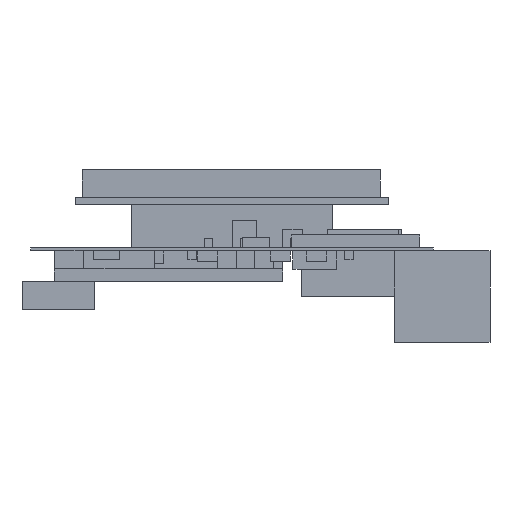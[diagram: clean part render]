
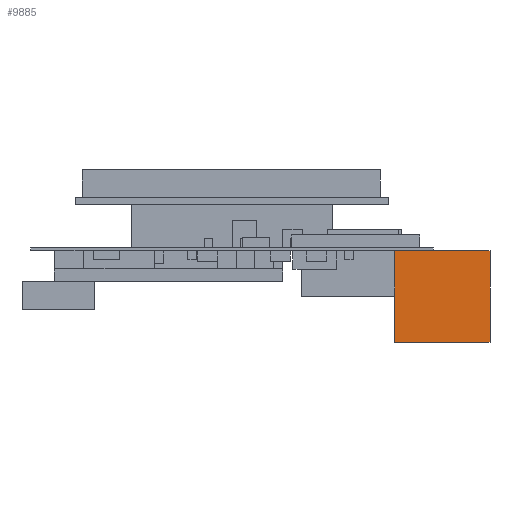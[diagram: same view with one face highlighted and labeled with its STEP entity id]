
A CAD part, left-side view. The second image highlights one B-rep face of the part: STEP entity #9885.
In plain terms, the highlighted planar face has unit normal (-1, 0, 0).
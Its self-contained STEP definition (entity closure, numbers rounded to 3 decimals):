
#9885 = ADVANCED_FACE('',(#9886),#9920,.T.);
#9886 = FACE_BOUND('',#9887,.T.);
#9887 = EDGE_LOOP('',(#9888,#9898,#9906,#9914));
#9888 = ORIENTED_EDGE('',*,*,#9889,.T.);
#9889 = EDGE_CURVE('',#9890,#9892,#9894,.T.);
#9890 = VERTEX_POINT('',#9891);
#9891 = CARTESIAN_POINT('',(-5.134,-6.6,0.));
#9892 = VERTEX_POINT('',#9893);
#9893 = CARTESIAN_POINT('',(-5.134,-6.6,12.7));
#9894 = LINE('',#9895,#9896);
#9895 = CARTESIAN_POINT('',(-5.134,-6.6,0.));
#9896 = VECTOR('',#9897,1.);
#9897 = DIRECTION('',(0.,0.,1.));
#9898 = ORIENTED_EDGE('',*,*,#9899,.T.);
#9899 = EDGE_CURVE('',#9892,#9900,#9902,.T.);
#9900 = VERTEX_POINT('',#9901);
#9901 = CARTESIAN_POINT('',(-5.134,6.6,12.7));
#9902 = LINE('',#9903,#9904);
#9903 = CARTESIAN_POINT('',(-5.134,-6.6,12.7));
#9904 = VECTOR('',#9905,1.);
#9905 = DIRECTION('',(0.,1.,0.));
#9906 = ORIENTED_EDGE('',*,*,#9907,.F.);
#9907 = EDGE_CURVE('',#9908,#9900,#9910,.T.);
#9908 = VERTEX_POINT('',#9909);
#9909 = CARTESIAN_POINT('',(-5.134,6.6,0.));
#9910 = LINE('',#9911,#9912);
#9911 = CARTESIAN_POINT('',(-5.134,6.6,0.));
#9912 = VECTOR('',#9913,1.);
#9913 = DIRECTION('',(0.,0.,1.));
#9914 = ORIENTED_EDGE('',*,*,#9915,.F.);
#9915 = EDGE_CURVE('',#9890,#9908,#9916,.T.);
#9916 = LINE('',#9917,#9918);
#9917 = CARTESIAN_POINT('',(-5.134,-6.6,0.));
#9918 = VECTOR('',#9919,1.);
#9919 = DIRECTION('',(0.,1.,0.));
#9920 = PLANE('',#9921);
#9921 = AXIS2_PLACEMENT_3D('',#9922,#9923,#9924);
#9922 = CARTESIAN_POINT('',(-5.134,-6.6,0.));
#9923 = DIRECTION('',(-1.,0.,0.));
#9924 = DIRECTION('',(0.,1.,0.));
